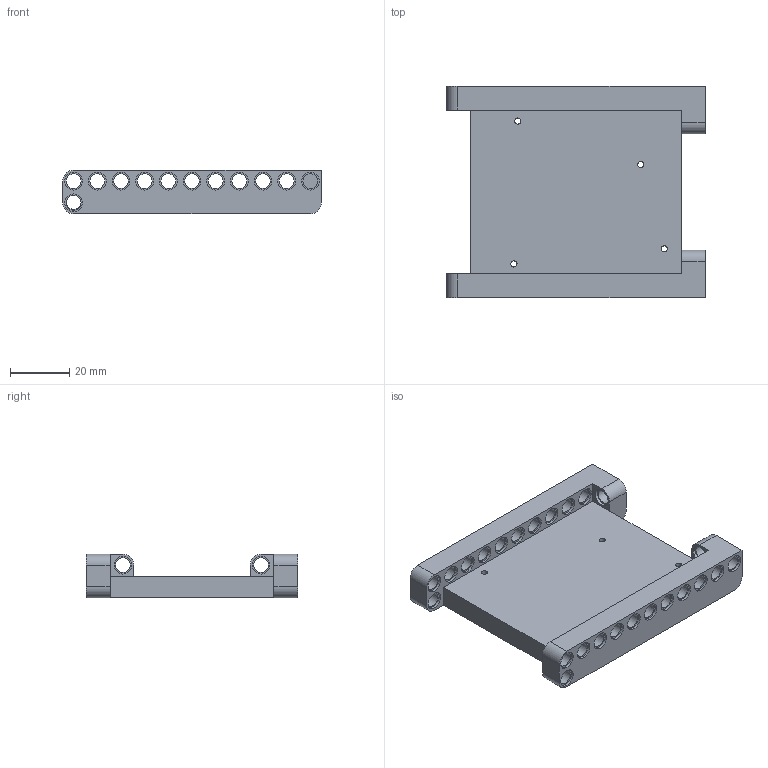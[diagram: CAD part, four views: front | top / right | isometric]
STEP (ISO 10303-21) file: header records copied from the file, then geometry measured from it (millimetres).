
FILE_DESCRIPTION(/* description */ (''),/* implementation_level */ '2;1');
FILE_NAME(/* name */ 'Arduino Placeholder.step',/* time_stamp */ '2020-09-28T23:39:20+02:00',/* author */ (''),/* organization */ (''),/* preprocessor_version */ 'ST-DEVELOPER v18.1',/* originating_system */ 'Autodesk Translation Framework v9.3.0.1241',/* authorisation */ '');
FILE_SCHEMA (('AUTOMOTIVE_DESIGN { 1 0 10303 214 3 1 1 }'));
Length unit declared in the file: millimetre
Products named in the file (1): Arduino Placeholder ready
Bounding box: 87.35 x 71.35 x 14.7 mm (x, y, z)
Volume: 46692.1 mm3; surface area: 21331.6 mm2
Topology: 3 solids, 3 shells, 162 faces, 312 edges, 208 vertices
Faces by surface type: cylinder 88, plane 74
Full cylindrical faces by diameter (mm): 2.075 x4, 5 x26, 6 x50
Entity records: 4335 total; most frequent: DIRECTION 814, CARTESIAN_POINT 683, ORIENTED_EDGE 624, AXIS2_PLACEMENT_3D 339, EDGE_CURVE 312, EDGE_LOOP 270, VERTEX_POINT 208, CIRCLE 176
